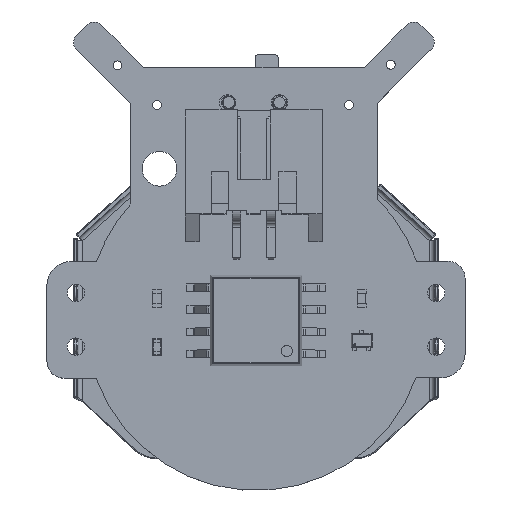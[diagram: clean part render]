
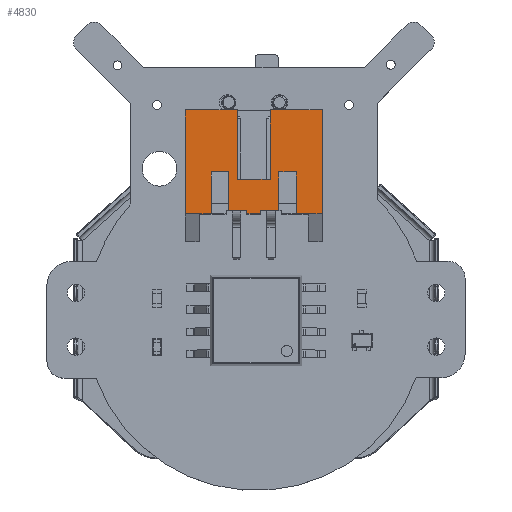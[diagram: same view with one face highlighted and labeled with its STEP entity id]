
A CAD part, top view. The second image highlights one B-rep face of the part: STEP entity #4830.
In plain terms, the highlighted face is planar.
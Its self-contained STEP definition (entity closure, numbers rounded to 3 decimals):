
#2497 = VERTEX_POINT('',#2498);
#2498 = CARTESIAN_POINT('',(-0.4,4.8,-6.));
#2504 = EDGE_CURVE('',#2497,#2505,#2507,.T.);
#2505 = VERTEX_POINT('',#2506);
#2506 = CARTESIAN_POINT('',(0.4,4.8,-6.));
#2507 = LINE('',#2508,#2509);
#2508 = CARTESIAN_POINT('',(-0.4,4.8,-6.));
#2509 = VECTOR('',#2510,1.);
#2510 = DIRECTION('',(1.,0.,0.));
#2535 = EDGE_CURVE('',#2536,#2505,#2538,.T.);
#2536 = VERTEX_POINT('',#2537);
#2537 = CARTESIAN_POINT('',(0.4,4.8,-5.8));
#2538 = LINE('',#2539,#2540);
#2539 = CARTESIAN_POINT('',(0.4,4.8,-5.8));
#2540 = VECTOR('',#2541,1.);
#2541 = DIRECTION('',(0.,0.,-1.));
#2568 = VERTEX_POINT('',#2569);
#2569 = CARTESIAN_POINT('',(-0.4,4.8,-5.8));
#2575 = EDGE_CURVE('',#2497,#2568,#2576,.T.);
#2576 = LINE('',#2577,#2578);
#2577 = CARTESIAN_POINT('',(-0.4,4.8,-6.));
#2578 = VECTOR('',#2579,1.);
#2579 = DIRECTION('',(0.,0.,1.));
#2726 = EDGE_CURVE('',#2727,#2536,#2729,.T.);
#2727 = VERTEX_POINT('',#2728);
#2728 = CARTESIAN_POINT('',(1.45,4.8,-5.8));
#2729 = LINE('',#2730,#2731);
#2730 = CARTESIAN_POINT('',(1.45,4.8,-5.8));
#2731 = VECTOR('',#2732,1.);
#2732 = DIRECTION('',(-1.,0.,0.));
#2782 = EDGE_CURVE('',#2568,#2783,#2785,.T.);
#2783 = VERTEX_POINT('',#2784);
#2784 = CARTESIAN_POINT('',(-1.45,4.8,-5.8));
#2785 = LINE('',#2786,#2787);
#2786 = CARTESIAN_POINT('',(-0.4,4.8,-5.8));
#2787 = VECTOR('',#2788,1.);
#2788 = DIRECTION('',(-1.,0.,0.));
#2820 = EDGE_CURVE('',#2821,#2823,#2825,.T.);
#2821 = VERTEX_POINT('',#2822);
#2822 = CARTESIAN_POINT('',(-3.95,4.8,-6.));
#2823 = VERTEX_POINT('',#2824);
#2824 = CARTESIAN_POINT('',(-2.45,4.8,-6.));
#2825 = LINE('',#2826,#2827);
#2826 = CARTESIAN_POINT('',(-3.95,4.8,-6.));
#2827 = VECTOR('',#2828,1.);
#2828 = DIRECTION('',(1.,0.,0.));
#3097 = VERTEX_POINT('',#3098);
#3098 = CARTESIAN_POINT('',(2.45,4.8,-6.));
#3104 = EDGE_CURVE('',#3097,#3105,#3107,.T.);
#3105 = VERTEX_POINT('',#3106);
#3106 = CARTESIAN_POINT('',(3.95,4.8,-6.));
#3107 = LINE('',#3108,#3109);
#3108 = CARTESIAN_POINT('',(2.45,4.8,-6.));
#3109 = VECTOR('',#3110,1.);
#3110 = DIRECTION('',(1.,0.,0.));
#4519 = VERTEX_POINT('',#4520);
#4520 = CARTESIAN_POINT('',(-1.45,4.8,-3.577));
#4526 = EDGE_CURVE('',#2783,#4519,#4527,.T.);
#4527 = LINE('',#4528,#4529);
#4528 = CARTESIAN_POINT('',(-1.45,4.8,-5.8));
#4529 = VECTOR('',#4530,1.);
#4530 = DIRECTION('',(0.,0.,1.));
#4541 = EDGE_CURVE('',#4519,#4542,#4544,.T.);
#4542 = VERTEX_POINT('',#4543);
#4543 = CARTESIAN_POINT('',(-2.45,4.8,-3.577));
#4544 = LINE('',#4545,#4546);
#4545 = CARTESIAN_POINT('',(-1.45,4.8,-3.577));
#4546 = VECTOR('',#4547,1.);
#4547 = DIRECTION('',(-1.,0.,0.));
#4565 = EDGE_CURVE('',#4542,#2823,#4566,.T.);
#4566 = LINE('',#4567,#4568);
#4567 = CARTESIAN_POINT('',(-2.45,4.8,-3.577));
#4568 = VECTOR('',#4569,1.);
#4569 = DIRECTION('',(0.,0.,-1.));
#4588 = VERTEX_POINT('',#4589);
#4589 = CARTESIAN_POINT('',(-3.95,4.8,0.));
#4595 = EDGE_CURVE('',#2821,#4588,#4596,.T.);
#4596 = LINE('',#4597,#4598);
#4597 = CARTESIAN_POINT('',(-3.95,4.8,-6.));
#4598 = VECTOR('',#4599,1.);
#4599 = DIRECTION('',(0.,0.,1.));
#4616 = EDGE_CURVE('',#4588,#4617,#4619,.T.);
#4617 = VERTEX_POINT('',#4618);
#4618 = CARTESIAN_POINT('',(-0.95,4.8,0.));
#4619 = LINE('',#4620,#4621);
#4620 = CARTESIAN_POINT('',(-3.95,4.8,0.));
#4621 = VECTOR('',#4622,1.);
#4622 = DIRECTION('',(1.,0.,0.));
#4642 = EDGE_CURVE('',#4617,#4643,#4645,.T.);
#4643 = VERTEX_POINT('',#4644);
#4644 = CARTESIAN_POINT('',(-0.95,4.8,-4.));
#4645 = LINE('',#4646,#4647);
#4646 = CARTESIAN_POINT('',(-0.95,4.8,0.));
#4647 = VECTOR('',#4648,1.);
#4648 = DIRECTION('',(0.,0.,-1.));
#4667 = VERTEX_POINT('',#4668);
#4668 = CARTESIAN_POINT('',(0.95,4.8,-4.));
#4674 = EDGE_CURVE('',#4643,#4667,#4675,.T.);
#4675 = LINE('',#4676,#4677);
#4676 = CARTESIAN_POINT('',(-0.95,4.8,-4.));
#4677 = VECTOR('',#4678,1.);
#4678 = DIRECTION('',(1.,0.,0.));
#4691 = VERTEX_POINT('',#4692);
#4692 = CARTESIAN_POINT('',(0.95,4.8,0.));
#4698 = EDGE_CURVE('',#4667,#4691,#4699,.T.);
#4699 = LINE('',#4700,#4701);
#4700 = CARTESIAN_POINT('',(0.95,4.8,-4.));
#4701 = VECTOR('',#4702,1.);
#4702 = DIRECTION('',(0.,0.,1.));
#4718 = VERTEX_POINT('',#4719);
#4719 = CARTESIAN_POINT('',(3.95,4.8,0.));
#4725 = EDGE_CURVE('',#4691,#4718,#4726,.T.);
#4726 = LINE('',#4727,#4728);
#4727 = CARTESIAN_POINT('',(0.95,4.8,0.));
#4728 = VECTOR('',#4729,1.);
#4729 = DIRECTION('',(1.,0.,0.));
#4750 = EDGE_CURVE('',#4718,#3105,#4751,.T.);
#4751 = LINE('',#4752,#4753);
#4752 = CARTESIAN_POINT('',(3.95,4.8,0.));
#4753 = VECTOR('',#4754,1.);
#4754 = DIRECTION('',(0.,0.,-1.));
#4767 = VERTEX_POINT('',#4768);
#4768 = CARTESIAN_POINT('',(2.45,4.8,-3.577));
#4774 = EDGE_CURVE('',#3097,#4767,#4775,.T.);
#4775 = LINE('',#4776,#4777);
#4776 = CARTESIAN_POINT('',(2.45,4.8,-6.));
#4777 = VECTOR('',#4778,1.);
#4778 = DIRECTION('',(0.,0.,1.));
#4792 = VERTEX_POINT('',#4793);
#4793 = CARTESIAN_POINT('',(1.45,4.8,-3.577));
#4799 = EDGE_CURVE('',#4767,#4792,#4800,.T.);
#4800 = LINE('',#4801,#4802);
#4801 = CARTESIAN_POINT('',(2.45,4.8,-3.577));
#4802 = VECTOR('',#4803,1.);
#4803 = DIRECTION('',(-1.,0.,0.));
#4817 = EDGE_CURVE('',#4792,#2727,#4818,.T.);
#4818 = LINE('',#4819,#4820);
#4819 = CARTESIAN_POINT('',(1.45,4.8,-3.577));
#4820 = VECTOR('',#4821,1.);
#4821 = DIRECTION('',(0.,0.,-1.));
#4830 = ADVANCED_FACE('',(#4831),#4853,.T.);
#4831 = FACE_BOUND('',#4832,.T.);
#4832 = EDGE_LOOP('',(#4833,#4834,#4835,#4836,#4837,#4838,#4839,#4840,
    #4841,#4842,#4843,#4844,#4845,#4846,#4847,#4848,#4849,#4850,#4851,
    #4852));
#4833 = ORIENTED_EDGE('',*,*,#2575,.T.);
#4834 = ORIENTED_EDGE('',*,*,#2782,.T.);
#4835 = ORIENTED_EDGE('',*,*,#4526,.T.);
#4836 = ORIENTED_EDGE('',*,*,#4541,.T.);
#4837 = ORIENTED_EDGE('',*,*,#4565,.T.);
#4838 = ORIENTED_EDGE('',*,*,#2820,.F.);
#4839 = ORIENTED_EDGE('',*,*,#4595,.T.);
#4840 = ORIENTED_EDGE('',*,*,#4616,.T.);
#4841 = ORIENTED_EDGE('',*,*,#4642,.T.);
#4842 = ORIENTED_EDGE('',*,*,#4674,.T.);
#4843 = ORIENTED_EDGE('',*,*,#4698,.T.);
#4844 = ORIENTED_EDGE('',*,*,#4725,.T.);
#4845 = ORIENTED_EDGE('',*,*,#4750,.T.);
#4846 = ORIENTED_EDGE('',*,*,#3104,.F.);
#4847 = ORIENTED_EDGE('',*,*,#4774,.T.);
#4848 = ORIENTED_EDGE('',*,*,#4799,.T.);
#4849 = ORIENTED_EDGE('',*,*,#4817,.T.);
#4850 = ORIENTED_EDGE('',*,*,#2726,.T.);
#4851 = ORIENTED_EDGE('',*,*,#2535,.T.);
#4852 = ORIENTED_EDGE('',*,*,#2504,.F.);
#4853 = PLANE('',#4854);
#4854 = AXIS2_PLACEMENT_3D('',#4855,#4856,#4857);
#4855 = CARTESIAN_POINT('',(0.,4.8,-6.));
#4856 = DIRECTION('',(0.,1.,0.));
#4857 = DIRECTION('',(0.,0.,1.));
